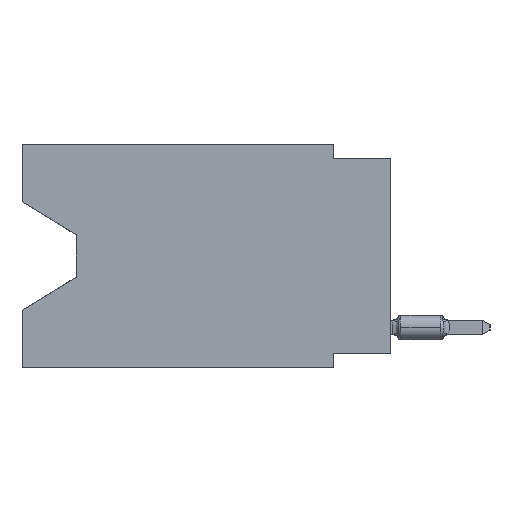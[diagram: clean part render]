
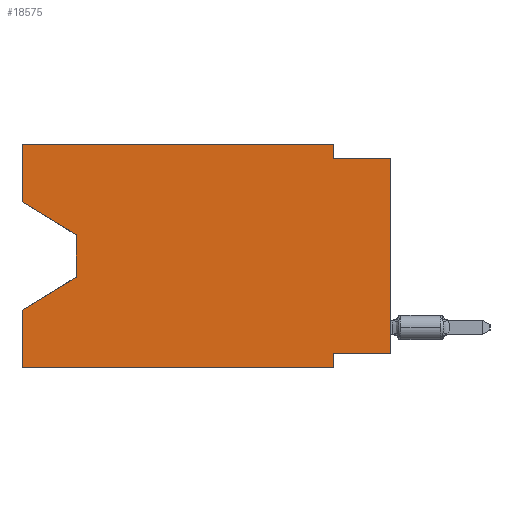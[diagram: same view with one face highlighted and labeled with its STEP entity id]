
A CAD part, left-side view. The second image highlights one B-rep face of the part: STEP entity #18575.
In plain terms, the highlighted planar face has unit normal (-1, 0, 0).
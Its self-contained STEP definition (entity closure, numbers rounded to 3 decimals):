
#583 = VECTOR ( 'NONE', #1775, 1000. ) ;
#843 = LINE ( 'NONE', #19107, #33399 ) ;
#1310 = CARTESIAN_POINT ( 'NONE',  ( 0., 2.54, -0.635 ) ) ;
#1691 = CARTESIAN_POINT ( 'NONE',  ( 0., 13.97, -4.013 ) ) ;
#1719 = EDGE_CURVE ( 'NONE', #33499, #34216, #23133, .T. ) ;
#1775 = DIRECTION ( 'NONE',  ( 0., -1., 0. ) ) ;
#2221 = CARTESIAN_POINT ( 'NONE',  ( 0., 2.54, 0. ) ) ;
#2239 = ORIENTED_EDGE ( 'NONE', *, *, #34241, .F. ) ;
#2589 = CARTESIAN_POINT ( 'NONE',  ( 0., 13.97, -5.893 ) ) ;
#2793 = ORIENTED_EDGE ( 'NONE', *, *, #23256, .F. ) ;
#3373 = LINE ( 'NONE', #3536, #20596 ) ;
#3506 = CARTESIAN_POINT ( 'NONE',  ( 0., 16.383, 0. ) ) ;
#3525 = VERTEX_POINT ( 'NONE', #18073 ) ;
#3536 = CARTESIAN_POINT ( 'NONE',  ( 0., 16.383, 0. ) ) ;
#4153 = VECTOR ( 'NONE', #13751, 1000. ) ;
#4542 = DIRECTION ( 'NONE',  ( 0., -1., 0. ) ) ;
#4547 = CARTESIAN_POINT ( 'NONE',  ( 0., 16.383, 0. ) ) ;
#4838 = EDGE_CURVE ( 'NONE', #30338, #24106, #23868, .T. ) ;
#5144 = LINE ( 'NONE', #1691, #9177 ) ;
#5583 = ORIENTED_EDGE ( 'NONE', *, *, #25243, .T. ) ;
#5774 = CARTESIAN_POINT ( 'NONE',  ( 0., 16.383, 0. ) ) ;
#6525 = VECTOR ( 'NONE', #19972, 1000. ) ;
#6600 = ORIENTED_EDGE ( 'NONE', *, *, #27092, .F. ) ;
#6713 = DIRECTION ( 'NONE',  ( 0., 0., 1. ) ) ;
#7209 = EDGE_LOOP ( 'NONE', ( #23899, #5583, #17167, #6600, #16380, #2239, #2793, #22869, #22511, #9545, #17988, #29456 ) ) ;
#8379 = EDGE_CURVE ( 'NONE', #19356, #30338, #3373, .T. ) ;
#8692 = CARTESIAN_POINT ( 'NONE',  ( 0., 2.54, -9.906 ) ) ;
#9053 = DIRECTION ( 'NONE',  ( 0., 0., -1. ) ) ;
#9177 = VECTOR ( 'NONE', #20925, 1000. ) ;
#9250 = CARTESIAN_POINT ( 'NONE',  ( 0., 13.97, -4.013 ) ) ;
#9545 = ORIENTED_EDGE ( 'NONE', *, *, #15004, .F. ) ;
#9806 = CARTESIAN_POINT ( 'NONE',  ( 0., 0., -0.635 ) ) ;
#9984 = CARTESIAN_POINT ( 'NONE',  ( 0., 2.54, 0. ) ) ;
#10530 = VERTEX_POINT ( 'NONE', #9250 ) ;
#10591 = CARTESIAN_POINT ( 'NONE',  ( 0., 0., 0. ) ) ;
#10849 = VECTOR ( 'NONE', #13296, 1000. ) ;
#11548 = DIRECTION ( 'NONE',  ( 0., 1., 0. ) ) ;
#12414 = LINE ( 'NONE', #2221, #34585 ) ;
#13296 = DIRECTION ( 'NONE',  ( 0., 0.855, -0.519 ) ) ;
#13298 = VECTOR ( 'NONE', #25263, 1000. ) ;
#13490 = VECTOR ( 'NONE', #4542, 1000. ) ;
#13751 = DIRECTION ( 'NONE',  ( 0., -0.855, -0.519 ) ) ;
#13783 = CARTESIAN_POINT ( 'NONE',  ( 0., 2.54, -9.271 ) ) ;
#14232 = VERTEX_POINT ( 'NONE', #22496 ) ;
#14737 = CARTESIAN_POINT ( 'NONE',  ( 0., 0., -0.635 ) ) ;
#15004 = EDGE_CURVE ( 'NONE', #24106, #33499, #12414, .T. ) ;
#15519 = LINE ( 'NONE', #28217, #6525 ) ;
#16308 = DIRECTION ( 'NONE',  ( 1., 0., 0. ) ) ;
#16380 = ORIENTED_EDGE ( 'NONE', *, *, #23367, .T. ) ;
#16669 = DIRECTION ( 'NONE',  ( 0., 0., -1. ) ) ;
#17167 = ORIENTED_EDGE ( 'NONE', *, *, #24840, .T. ) ;
#17988 = ORIENTED_EDGE ( 'NONE', *, *, #4838, .F. ) ;
#18073 = CARTESIAN_POINT ( 'NONE',  ( 0., 13.97, -5.893 ) ) ;
#18575 = ADVANCED_FACE ( 'NONE', ( #30463 ), #32275, .F. ) ;
#18824 = CARTESIAN_POINT ( 'NONE',  ( 0., 16.383, -2.546 ) ) ;
#19107 = CARTESIAN_POINT ( 'NONE',  ( 0., 0., -9.271 ) ) ;
#19159 = DIRECTION ( 'NONE',  ( 0., 0., 1. ) ) ;
#19356 = VERTEX_POINT ( 'NONE', #29168 ) ;
#19478 = LINE ( 'NONE', #30540, #31599 ) ;
#19972 = DIRECTION ( 'NONE',  ( 0., -1., 0. ) ) ;
#20596 = VECTOR ( 'NONE', #6713, 1000. ) ;
#20925 = DIRECTION ( 'NONE',  ( 0., 0., -1. ) ) ;
#21146 = EDGE_CURVE ( 'NONE', #19356, #10530, #34481, .T. ) ;
#21697 = VERTEX_POINT ( 'NONE', #22417 ) ;
#22417 = CARTESIAN_POINT ( 'NONE',  ( 0., 0., -9.271 ) ) ;
#22496 = CARTESIAN_POINT ( 'NONE',  ( 0., 16.383, -9.906 ) ) ;
#22511 = ORIENTED_EDGE ( 'NONE', *, *, #1719, .F. ) ;
#22869 = ORIENTED_EDGE ( 'NONE', *, *, #32526, .T. ) ;
#23133 = LINE ( 'NONE', #9806, #13490 ) ;
#23256 = EDGE_CURVE ( 'NONE', #21697, #27777, #843, .T. ) ;
#23367 = EDGE_CURVE ( 'NONE', #14232, #27743, #15519, .T. ) ;
#23868 = LINE ( 'NONE', #31971, #583 ) ;
#23899 = ORIENTED_EDGE ( 'NONE', *, *, #21146, .T. ) ;
#24106 = VERTEX_POINT ( 'NONE', #9984 ) ;
#24840 = EDGE_CURVE ( 'NONE', #3525, #29653, #29263, .T. ) ;
#25243 = EDGE_CURVE ( 'NONE', #10530, #3525, #5144, .T. ) ;
#25263 = DIRECTION ( 'NONE',  ( 0., 0., 1. ) ) ;
#27092 = EDGE_CURVE ( 'NONE', #14232, #29653, #30715, .T. ) ;
#27743 = VERTEX_POINT ( 'NONE', #8692 ) ;
#27777 = VERTEX_POINT ( 'NONE', #13783 ) ;
#28217 = CARTESIAN_POINT ( 'NONE',  ( 0., 16.383, -9.906 ) ) ;
#28896 = CARTESIAN_POINT ( 'NONE',  ( 0., 16.383, -7.36 ) ) ;
#28980 = VECTOR ( 'NONE', #19159, 1000. ) ;
#29077 = DIRECTION ( 'NONE',  ( 0., 0., -1. ) ) ;
#29168 = CARTESIAN_POINT ( 'NONE',  ( 0., 16.383, -2.546 ) ) ;
#29263 = LINE ( 'NONE', #2589, #10849 ) ;
#29456 = ORIENTED_EDGE ( 'NONE', *, *, #8379, .F. ) ;
#29653 = VERTEX_POINT ( 'NONE', #28896 ) ;
#29707 = LINE ( 'NONE', #10591, #28980 ) ;
#30338 = VERTEX_POINT ( 'NONE', #3506 ) ;
#30463 = FACE_OUTER_BOUND ( 'NONE', #7209, .T. ) ;
#30540 = CARTESIAN_POINT ( 'NONE',  ( 0., 2.54, -9.906 ) ) ;
#30715 = LINE ( 'NONE', #4547, #13298 ) ;
#31599 = VECTOR ( 'NONE', #16669, 1000. ) ;
#31971 = CARTESIAN_POINT ( 'NONE',  ( 0., 16.383, 0. ) ) ;
#32275 = PLANE ( 'NONE',  #34696 ) ;
#32526 = EDGE_CURVE ( 'NONE', #21697, #34216, #29707, .T. ) ;
#33399 = VECTOR ( 'NONE', #11548, 1000. ) ;
#33499 = VERTEX_POINT ( 'NONE', #1310 ) ;
#34216 = VERTEX_POINT ( 'NONE', #14737 ) ;
#34241 = EDGE_CURVE ( 'NONE', #27777, #27743, #19478, .T. ) ;
#34481 = LINE ( 'NONE', #18824, #4153 ) ;
#34585 = VECTOR ( 'NONE', #29077, 1000. ) ;
#34696 = AXIS2_PLACEMENT_3D ( 'NONE', #5774, #16308, #9053 ) ;
